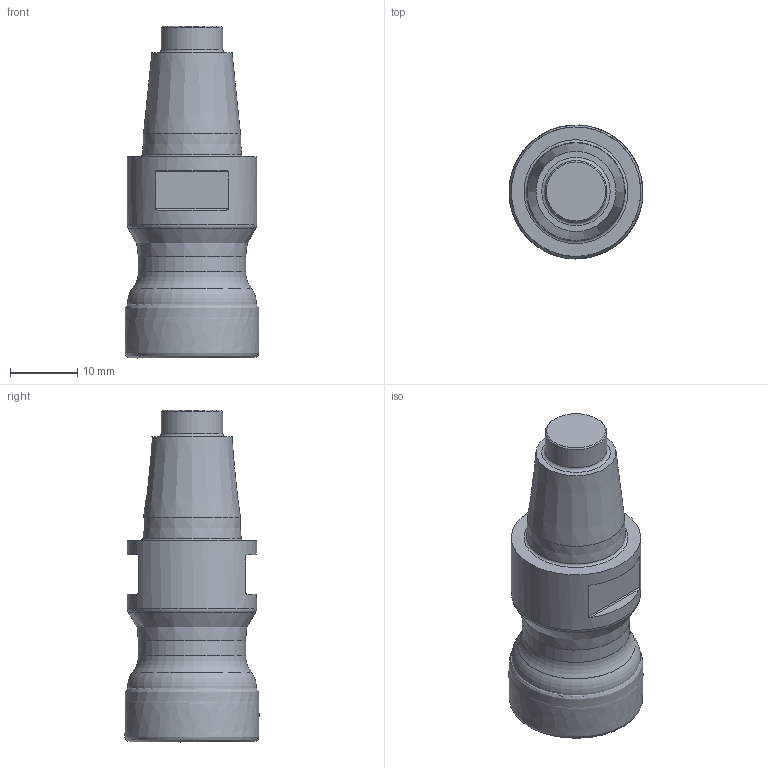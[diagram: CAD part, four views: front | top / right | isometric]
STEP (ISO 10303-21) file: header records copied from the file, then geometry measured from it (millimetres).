
FILE_DESCRIPTION(/* description */ (''),/* implementation_level */ '2;1');
FILE_NAME(/* name */ 'toolassembly_1.stp',/* time_stamp */ '2018-06-25T16:25:30+02:00',/* author */ (''),/* organization */ ('SMS'),/* preprocessor_version */ 'ST-DEVELOPER v15',/* originating_system */ 'SIEMENS PLM Software NX 8.5',/* authorisation */ '');
FILE_SCHEMA (('AUTOMOTIVE_DESIGN { 1 0 10303 214 3 1 1 1 }'));
Length unit declared in the file: millimetre
Products named in the file (4): ASSEMBLY_CONSTRUCTION; CUT_20180625162455; NOCUT_20180625162453; TOOLASSEMBLY_1
Assembly tree (3 placements, depth 2):
  TOOLASSEMBLY_1
    NOCUT_20180625162453
    CUT_20180625162455
    ASSEMBLY_CONSTRUCTION
Bounding box: 19.98 x 19.99 x 49.5 mm (x, y, z)
Volume: 12646.7 mm3; surface area: 4168 mm2
Topology: 2 solids, 2 shells, 32 faces, 68 edges, 49 vertices
Faces by surface type: plane 11, cylinder 7, cone 6, torus 6, revolution 1, bspline 1
Full cylindrical faces by diameter (mm): 9.2 x1, 16 x1, 19.3 x1
Entity records: 5880 total; most frequent: CARTESIAN_POINT 5108, DIRECTION 143, ORIENTED_EDGE 88, AXIS2_PLACEMENT_3D 65, EDGE_LOOP 52, EDGE_CURVE 44, FACE_BOUND 41, VERTEX_POINT 37
